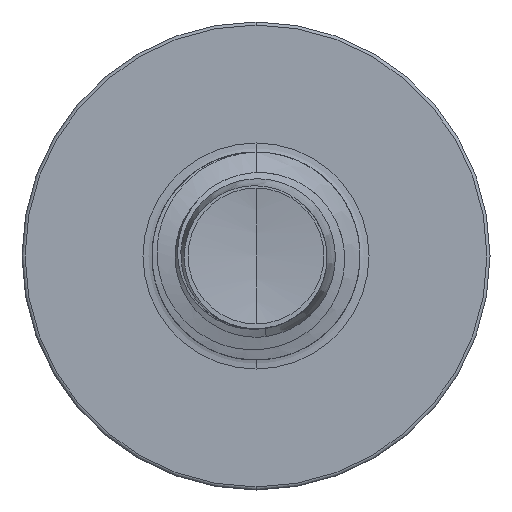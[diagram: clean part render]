
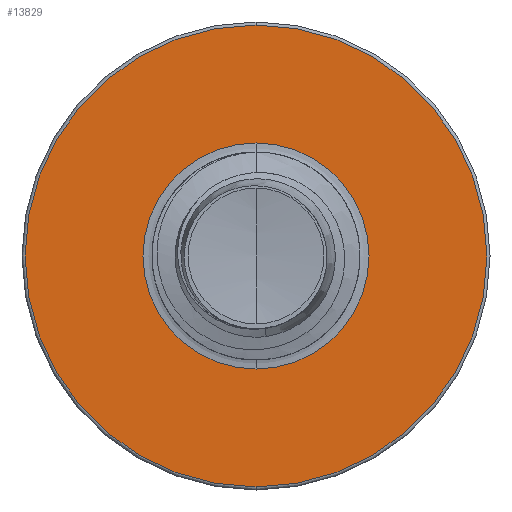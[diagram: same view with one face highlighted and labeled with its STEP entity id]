
A CAD part, front view. The second image highlights one B-rep face of the part: STEP entity #13829.
In plain terms, the highlighted planar face has unit normal (0, -1, 0).
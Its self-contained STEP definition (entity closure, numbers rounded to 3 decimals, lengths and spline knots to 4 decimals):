
#1381 = EDGE_CURVE ( 'NONE', #18119, #2571, #11588, .T. ) ;
#1485 = PLANE ( 'NONE',  #34837 ) ;
#2512 = FACE_OUTER_BOUND ( 'NONE', #11628, .T. ) ;
#2571 = VERTEX_POINT ( 'NONE', #34307 ) ;
#2641 = DIRECTION ( 'NONE',  ( 0., 0., 1. ) ) ;
#2678 = CARTESIAN_POINT ( 'NONE',  ( 0., 16., 0. ) ) ;
#4236 = DIRECTION ( 'NONE',  ( 0., 1., 0. ) ) ;
#5428 = DIRECTION ( 'NONE',  ( 0., 0., 1. ) ) ;
#8129 = AXIS2_PLACEMENT_3D ( 'NONE', #31780, #15451, #34547 ) ;
#11496 = ORIENTED_EDGE ( 'NONE', *, *, #1381, .F. ) ;
#11588 = CIRCLE ( 'NONE', #28403, 4.44 ) ;
#11628 = EDGE_LOOP ( 'NONE', ( #11496, #22366 ) ) ;
#11691 = CARTESIAN_POINT ( 'NONE',  ( 0., 16., -2.1736 ) ) ;
#12640 = AXIS2_PLACEMENT_3D ( 'NONE', #35334, #18976, #2641 ) ;
#13829 = ADVANCED_FACE ( 'NONE', ( #2512, #23385 ), #1485, .F. ) ;
#14289 = EDGE_LOOP ( 'NONE', ( #32349, #17666 ) ) ;
#15451 = DIRECTION ( 'NONE',  ( 0., 1., 0. ) ) ;
#17666 = ORIENTED_EDGE ( 'NONE', *, *, #32499, .T. ) ;
#18119 = VERTEX_POINT ( 'NONE', #18723 ) ;
#18615 = EDGE_CURVE ( 'NONE', #2571, #18119, #26802, .T. ) ;
#18723 = CARTESIAN_POINT ( 'NONE',  ( 0., 16., 4.44 ) ) ;
#18976 = DIRECTION ( 'NONE',  ( 0., 1., 0. ) ) ;
#20454 = CARTESIAN_POINT ( 'NONE',  ( 0., 16., -2.1736 ) ) ;
#21765 = DIRECTION ( 'NONE',  ( 0., 1., 0. ) ) ;
#22322 = VERTEX_POINT ( 'NONE', #22406 ) ;
#22366 = ORIENTED_EDGE ( 'NONE', *, *, #18615, .F. ) ;
#22406 = CARTESIAN_POINT ( 'NONE',  ( 0., 16., 2.1736 ) ) ;
#23307 = DIRECTION ( 'NONE',  ( 0., 0., 1. ) ) ;
#23385 = FACE_BOUND ( 'NONE', #14289, .T. ) ;
#23748 = CIRCLE ( 'NONE', #8129, 2.1736 ) ;
#26802 = CIRCLE ( 'NONE', #12640, 4.44 ) ;
#28403 = AXIS2_PLACEMENT_3D ( 'NONE', #30694, #30224, #29031 ) ;
#28420 = EDGE_CURVE ( 'NONE', #22322, #29690, #23748, .T. ) ;
#29031 = DIRECTION ( 'NONE',  ( 0., 0., 1. ) ) ;
#29690 = VERTEX_POINT ( 'NONE', #11691 ) ;
#30224 = DIRECTION ( 'NONE',  ( 0., 1., 0. ) ) ;
#30694 = CARTESIAN_POINT ( 'NONE',  ( 0., 16., 0. ) ) ;
#31780 = CARTESIAN_POINT ( 'NONE',  ( 0., 16., 0. ) ) ;
#32349 = ORIENTED_EDGE ( 'NONE', *, *, #28420, .T. ) ;
#32359 = AXIS2_PLACEMENT_3D ( 'NONE', #2678, #21765, #5428 ) ;
#32499 = EDGE_CURVE ( 'NONE', #29690, #22322, #34397, .T. ) ;
#34307 = CARTESIAN_POINT ( 'NONE',  ( 0., 16., -4.44 ) ) ;
#34397 = CIRCLE ( 'NONE', #32359, 2.1736 ) ;
#34547 = DIRECTION ( 'NONE',  ( 0., 0., 1. ) ) ;
#34837 = AXIS2_PLACEMENT_3D ( 'NONE', #20454, #4236, #23307 ) ;
#35334 = CARTESIAN_POINT ( 'NONE',  ( 0., 16., 0. ) ) ;
